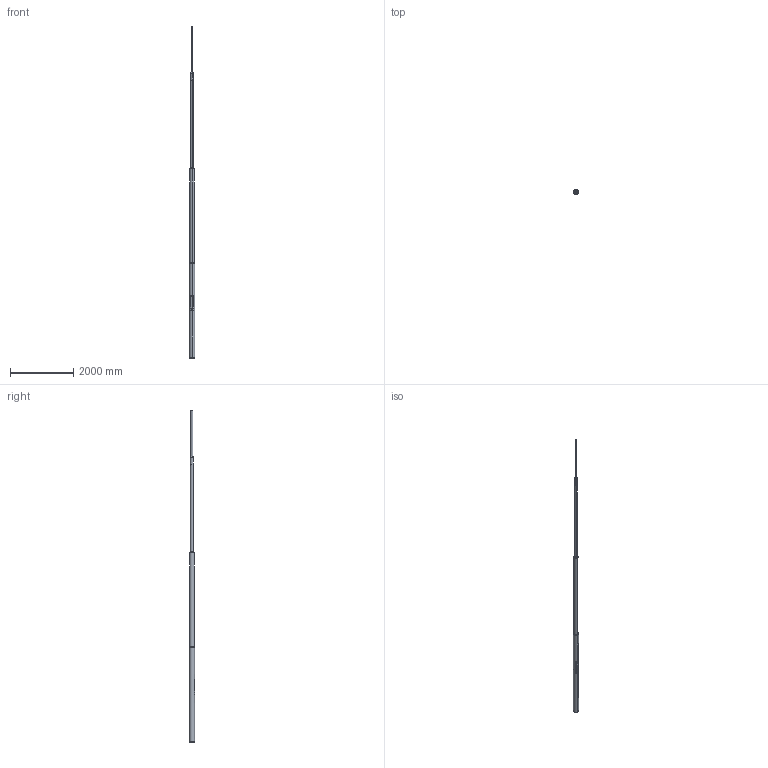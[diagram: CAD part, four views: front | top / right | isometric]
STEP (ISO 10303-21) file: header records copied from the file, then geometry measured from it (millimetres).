
FILE_DESCRIPTION (( 'STEP AP214' ), '1' );
FILE_NAME ('110310KGXS S100B110O 4608094 S-VARTINEN OLAKEPYLVÄS_3D.step', '2022-05-28T14:41:24', ( '' ), ( '' ), 'SwSTEP 2.0', 'SolidWorks 2021', '' );
FILE_SCHEMA (( 'AUTOMOTIVE_DESIGN' ));
Length unit declared in the file: millimetre
Products named in the file (15): 110310KGXS S100B110O 4608094 S-VARTINEN OLAKEPYLVÄS_3D; OLAKERUNKO_B110O; KYTKENTÄAUKON LATTARAUTA_LATTA 4X20X120; YKSI R_KYTKENTÄAUKON LUUKKU_LUUKKU D168,3; SOVITERENGAS OLAKEVARSI_SOVITERENGAS D60-D89; 88,9X3,2 PY烼E鵬UTKI-LATVA_88,9X3,2 LATVAPUTKI-3000; LATTA 5X16X460 KYTKENTÄAUKON VAHVIKE_C 1; 139,7X3,6 PYÖREÄPUTKI-VÄLI_139,7X3,6 VŽLIPUTKI-3000; socket set screw cone point_din_DIN 914 - M10 x 25-N; OLAKEVARREN LATTA_LATTA 3X9,5X200; S-OLAKEVARREN AIHIO_S100BO; socket head cap screw_din_DIN 912 M6 x 16 --- 16N; socket set screw cone point_din_DIN 914 - M10 x 20-N; 168,3X4,0 PYÖREÄPUTKI-TYVI_168 TYVIPUTKI TASALATVA-3000; S-OLAKEVARSI_S100BO
Assembly tree (22 placements, depth 3):
  110310KGXS S100B110O 4608094 S-VARTINEN OLAKEPYLVÄS_3D
    OLAKERUNKO_B110O
      168,3X4,0 PYÖREÄPUTKI-TYVI_168 TYVIPUTKI TASALATVA-3000
      139,7X3,6 PYÖREÄPUTKI-VÄLI_139,7X3,6 VŽLIPUTKI-3000
      88,9X3,2 PY烼E鵬UTKI-LATVA_88,9X3,2 LATVAPUTKI-3000
      socket set screw cone point_din_DIN 914 - M10 x 25-N
      socket set screw cone point_din_DIN 914 - M10 x 20-N  x2
      YKSI R_KYTKENTÄAUKON LUUKKU_LUUKKU D168,3
      socket head cap screw_din_DIN 912 M6 x 16 --- 16N  x4
      KYTKENTÄAUKON LATTARAUTA_LATTA 4X20X120  x2
      LATTA 5X16X460 KYTKENTÄAUKON VAHVIKE_C 1  x2
    S-OLAKEVARSI_S100BO
      S-OLAKEVARREN AIHIO_S100BO
      SOVITERENGAS OLAKEVARSI_SOVITERENGAS D60-D89
      OLAKEVARREN LATTA_LATTA 3X9,5X200  x3
Bounding box: 168.3 x 175.8 x 10500 mm (x, y, z)
Volume: 14424755.5 mm3; surface area: 8087365.1 mm2
Topology: 20 solids, 20 shells, 318 faces, 750 edges, 464 vertices
Faces by surface type: plane 158, cylinder 84, cone 56, torus 18, bspline 2
Entity records: 8274 total; most frequent: CARTESIAN_POINT 2922, DIRECTION 1004, ORIENTED_EDGE 976, EDGE_CURVE 488, AXIS2_PLACEMENT_3D 373, VERTEX_POINT 309, VECTOR 258, LINE 258
